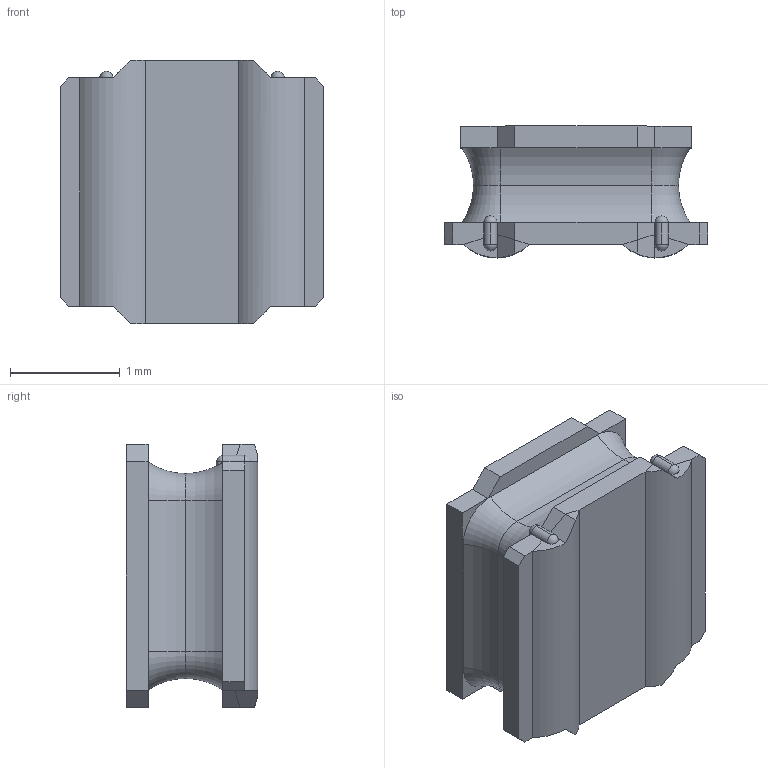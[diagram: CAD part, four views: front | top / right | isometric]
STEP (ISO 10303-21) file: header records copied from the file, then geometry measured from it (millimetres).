
FILE_DESCRIPTION (( 'STEP AP214' ), '1' );
FILE_NAME ('NRH2412T100MNGH.STEP', '2024-02-07T18:30:54', ( '' ), ( '' ), 'SwSTEP 2.0', 'SolidWorks 2021', '' );
FILE_SCHEMA (( 'AUTOMOTIVE_DESIGN' ));
Length unit declared in the file: millimetre
Products named in the file (1): NRH2412T100MNGH
Bounding box: 2.4 x 1.2 x 2.4 mm (x, y, z)
Volume: 4.8 mm3; surface area: 43.8 mm2
Topology: 9 solids, 9 shells, 102 faces, 243 edges, 155 vertices
Faces by surface type: plane 64, cylinder 26, torus 8, sphere 4
Entity records: 3863 total; most frequent: CARTESIAN_POINT 585, DIRECTION 489, ORIENTED_EDGE 470, EDGE_CURVE 235, AXIS2_PLACEMENT_3D 165, LINE 159, VECTOR 159, VERTEX_POINT 151
